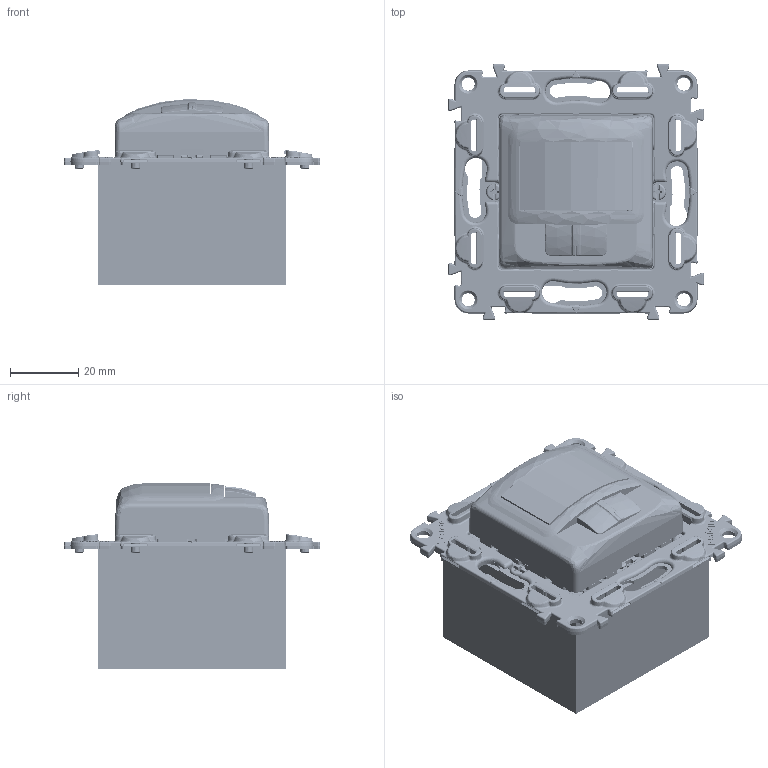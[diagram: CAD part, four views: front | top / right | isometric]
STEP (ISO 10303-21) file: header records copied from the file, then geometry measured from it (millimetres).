
FILE_DESCRIPTION(('CATIA V5 STEP Exchange','CAx-IF Rec.Pracs.--- Model Styling and Organization---1.4--- 2014-01-23'),'2;1');
FILE_NAME('752172_AllCATPart.stp','2020-02-28T14:03:28+00:00',('none'),('none'),'CATIA Version 5-6 Release 2017 SP3','CATIA V5 STEP AP214','none');
FILE_SCHEMA(('AUTOMOTIVE_DESIGN { 1 0 10303 214 1 1 1 1 }'));
Products named in the file (1): 752172_AllCATPart
Bounding box: 74.7 x 74.7 x 54.33 mm (x, y, z)
Volume: 113587.1 mm3; surface area: 49110.9 mm2
Topology: 2 solids, 10 shells, 9453 faces, 27203 edges, 17840 vertices
Faces by surface type: plane 7212, cylinder 1156, bspline 553, cone 285, torus 187, sphere 46, extrusion 14
Entity records: 343925 total; most frequent: CARTESIAN_POINT 105587, ORIENTED_EDGE 54250, DIRECTION 38529, EDGE_CURVE 27125, VECTOR 20777, LINE 20763, VERTEX_POINT 17840, EDGE_LOOP 10035
